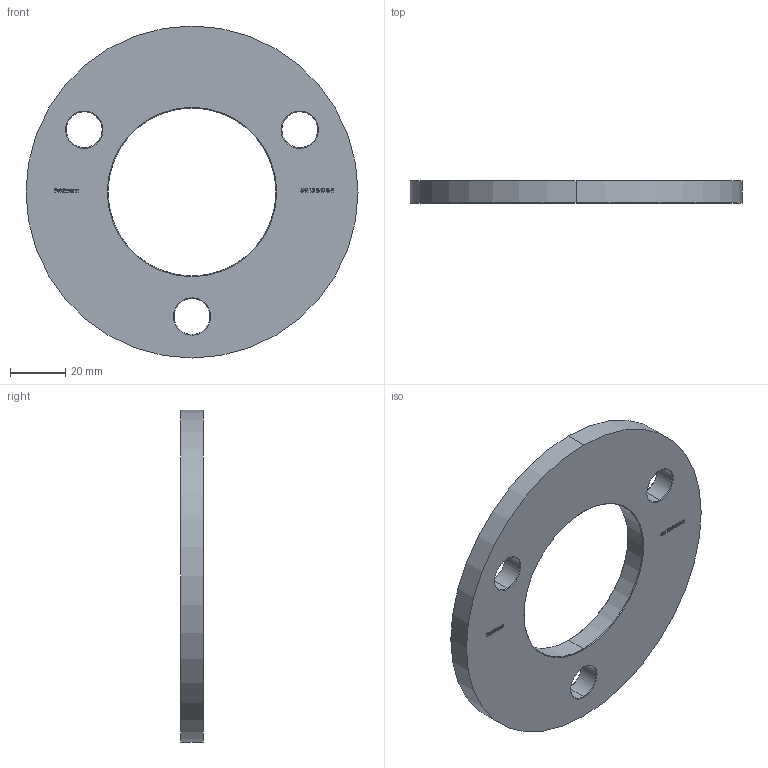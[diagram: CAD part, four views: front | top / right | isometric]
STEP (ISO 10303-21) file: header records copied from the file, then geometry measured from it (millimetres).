
FILE_DESCRIPTION (( 'STEP AP203' ), '1' );
FILE_NAME ('54113-240-8-R.step', '2020-10-21T11:00:47', ( '' ), ( '' ), 'SwSTEP 2.0', 'SolidWorks 2018', '' );
FILE_SCHEMA (( 'CONFIG_CONTROL_DESIGN' ));
Length unit declared in the file: millimetre
Products named in the file (2): 54113-240-8-R
Bounding box: 120 x 8 x 120 mm (x, y, z)
Volume: 64121.6 mm3; surface area: 21477 mm2
Topology: 1 solids, 1 shells, 295 faces, 773 edges, 510 vertices
Faces by surface type: plane 162, bspline 107, cone 16, cylinder 10
Entity records: 14848 total; most frequent: CARTESIAN_POINT 8111, ORIENTED_EDGE 1546, DIRECTION 975, EDGE_CURVE 773, LINE 523, VECTOR 523, VERTEX_POINT 510, EDGE_LOOP 333
